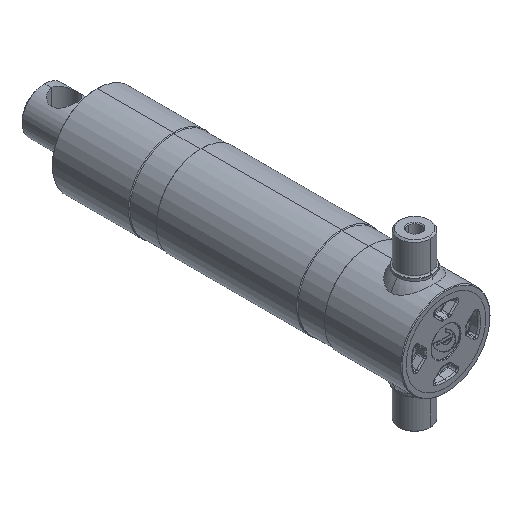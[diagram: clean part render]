
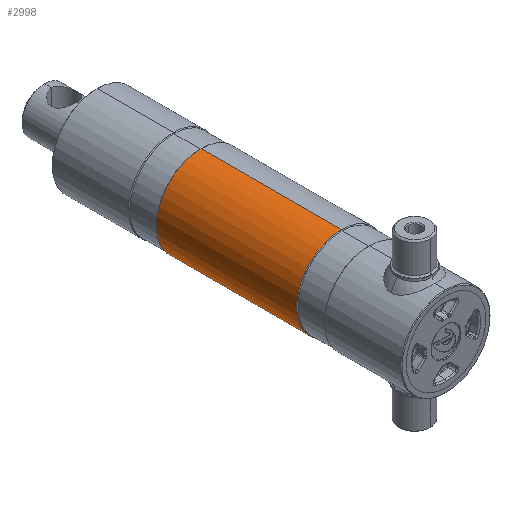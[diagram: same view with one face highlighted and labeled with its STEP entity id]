
A CAD part, isometric view. The second image highlights one B-rep face of the part: STEP entity #2998.
In plain terms, the highlighted cylindrical face has radius 64 mm (diameter 128 mm), a partial arc.
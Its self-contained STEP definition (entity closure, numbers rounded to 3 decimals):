
#26 = CARTESIAN_POINT ( 'NONE',  ( 0., -30.734, -64. ) ) ;
#177 = FACE_OUTER_BOUND ( 'NONE', #3289, .T. ) ;
#572 = VERTEX_POINT ( 'NONE', #715 ) ;
#715 = CARTESIAN_POINT ( 'NONE',  ( 0., 351., -64. ) ) ;
#727 = DIRECTION ( 'NONE',  ( 0., -1., 0. ) ) ;
#1312 = ORIENTED_EDGE ( 'NONE', *, *, #8094, .T. ) ;
#1396 = AXIS2_PLACEMENT_3D ( 'NONE', #2230, #8409, #1546 ) ;
#1546 = DIRECTION ( 'NONE',  ( 0., 0., -1. ) ) ;
#1574 = CYLINDRICAL_SURFACE ( 'NONE', #1396, 64. ) ;
#1846 = ORIENTED_EDGE ( 'NONE', *, *, #8471, .T. ) ;
#2230 = CARTESIAN_POINT ( 'NONE',  ( 0., -30.734, 0. ) ) ;
#2366 = ORIENTED_EDGE ( 'NONE', *, *, #2738, .F. ) ;
#2666 = VERTEX_POINT ( 'NONE', #7508 ) ;
#2738 = EDGE_CURVE ( 'NONE', #2666, #6965, #8788, .T. ) ;
#2998 = ADVANCED_FACE ( 'NONE', ( #177 ), #1574, .T. ) ;
#3289 = EDGE_LOOP ( 'NONE', ( #2366, #1846, #1312, #5539 ) ) ;
#3353 = CIRCLE ( 'NONE', #5018, 64. ) ;
#3432 = DIRECTION ( 'NONE',  ( 0., -1., 0. ) ) ;
#3459 = DIRECTION ( 'NONE',  ( 0., -1., 0. ) ) ;
#3690 = CARTESIAN_POINT ( 'NONE',  ( 0., 150., -64. ) ) ;
#3748 = VECTOR ( 'NONE', #5522, 1000. ) ;
#4124 = LINE ( 'NONE', #26, #7325 ) ;
#5018 = AXIS2_PLACEMENT_3D ( 'NONE', #7558, #3459, #8253 ) ;
#5522 = DIRECTION ( 'NONE',  ( 0., -1., 0. ) ) ;
#5539 = ORIENTED_EDGE ( 'NONE', *, *, #5838, .F. ) ;
#5549 = CARTESIAN_POINT ( 'NONE',  ( 0., -30.734, 64. ) ) ;
#5771 = VERTEX_POINT ( 'NONE', #3690 ) ;
#5838 = EDGE_CURVE ( 'NONE', #6965, #5771, #7137, .T. ) ;
#6965 = VERTEX_POINT ( 'NONE', #7721 ) ;
#7137 = CIRCLE ( 'NONE', #7172, 64. ) ;
#7172 = AXIS2_PLACEMENT_3D ( 'NONE', #7530, #3432, #8229 ) ;
#7325 = VECTOR ( 'NONE', #727, 1000. ) ;
#7508 = CARTESIAN_POINT ( 'NONE',  ( 0., 351., 64. ) ) ;
#7530 = CARTESIAN_POINT ( 'NONE',  ( 0., 150., 0. ) ) ;
#7558 = CARTESIAN_POINT ( 'NONE',  ( 0., 351., 0. ) ) ;
#7721 = CARTESIAN_POINT ( 'NONE',  ( 0., 150., 64. ) ) ;
#8094 = EDGE_CURVE ( 'NONE', #572, #5771, #4124, .T. ) ;
#8229 = DIRECTION ( 'NONE',  ( 0., 0., -1. ) ) ;
#8253 = DIRECTION ( 'NONE',  ( 0., 0., -1. ) ) ;
#8409 = DIRECTION ( 'NONE',  ( 0., -1., 0. ) ) ;
#8471 = EDGE_CURVE ( 'NONE', #2666, #572, #3353, .T. ) ;
#8788 = LINE ( 'NONE', #5549, #3748 ) ;
